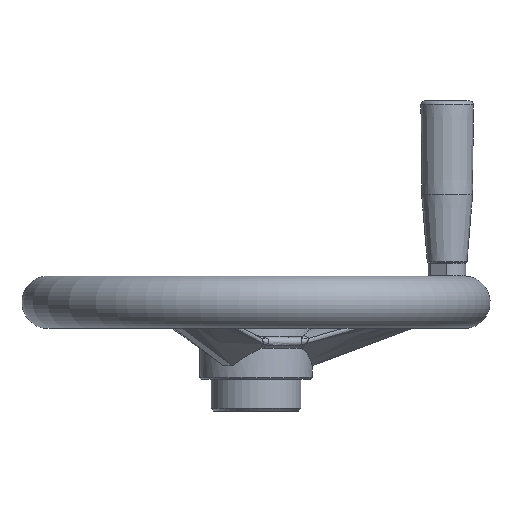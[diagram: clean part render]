
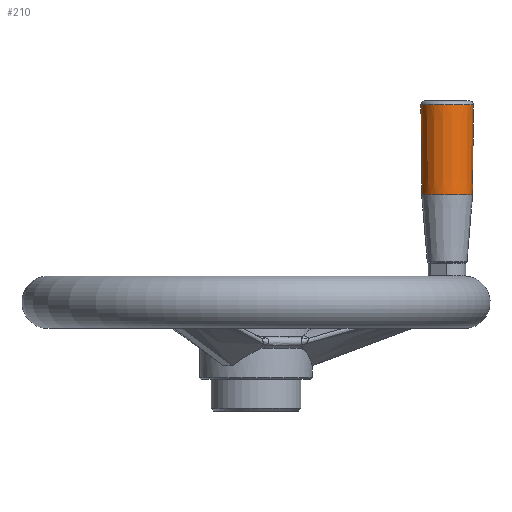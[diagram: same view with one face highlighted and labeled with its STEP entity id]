
A CAD part, left-side view. The second image highlights one B-rep face of the part: STEP entity #210.
In plain terms, the highlighted conical face has half-angle 0.458 degrees and reference radius 14 mm.
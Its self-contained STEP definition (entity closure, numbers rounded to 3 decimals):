
#210 = ADVANCED_FACE( '', ( #528, #529 ), #530, .T. );
#528 = FACE_OUTER_BOUND( '', #1364, .T. );
#529 = FACE_BOUND( '', #1365, .T. );
#530 = CONICAL_SURFACE( '', #1366, 14., 0.008 );
#1364 = EDGE_LOOP( '', ( #4625 ) );
#1365 = EDGE_LOOP( '', ( #4626 ) );
#1366 = AXIS2_PLACEMENT_3D( '', #4627, #4628, #4629 );
#4625 = ORIENTED_EDGE( '', *, *, #5590, .T. );
#4626 = ORIENTED_EDGE( '', *, *, #5591, .T. );
#4627 = CARTESIAN_POINT( '', ( 0., -102., 148.441 ) );
#4628 = DIRECTION( '', ( 0., 0., 1. ) );
#4629 = DIRECTION( '', ( -0.638, -0.77, 0. ) );
#5590 = EDGE_CURVE( '', #6116, #6116, #6117, .T. );
#5591 = EDGE_CURVE( '', #6118, #6118, #6119, .T. );
#6116 = VERTEX_POINT( '', #7639 );
#6117 = CIRCLE( '', #7640, 13.984 );
#6118 = VERTEX_POINT( '', #7641 );
#6119 = CIRCLE( '', #7642, 13.6 );
#7639 = CARTESIAN_POINT( '', ( 8.922, -91.232, 146.425 ) );
#7640 = AXIS2_PLACEMENT_3D( '', #10146, #10147, #10148 );
#7641 = CARTESIAN_POINT( '', ( -8.677, -112.472, 98.441 ) );
#7642 = AXIS2_PLACEMENT_3D( '', #10149, #10150, #10151 );
#10146 = CARTESIAN_POINT( '', ( 0., -102., 146.425 ) );
#10147 = DIRECTION( '', ( 0., 0., -1. ) );
#10148 = DIRECTION( '', ( 0.638, 0.77, 0. ) );
#10149 = CARTESIAN_POINT( '', ( 0., -102., 98.441 ) );
#10150 = DIRECTION( '', ( 0., 0., 1. ) );
#10151 = DIRECTION( '', ( -0.638, -0.77, 0. ) );
